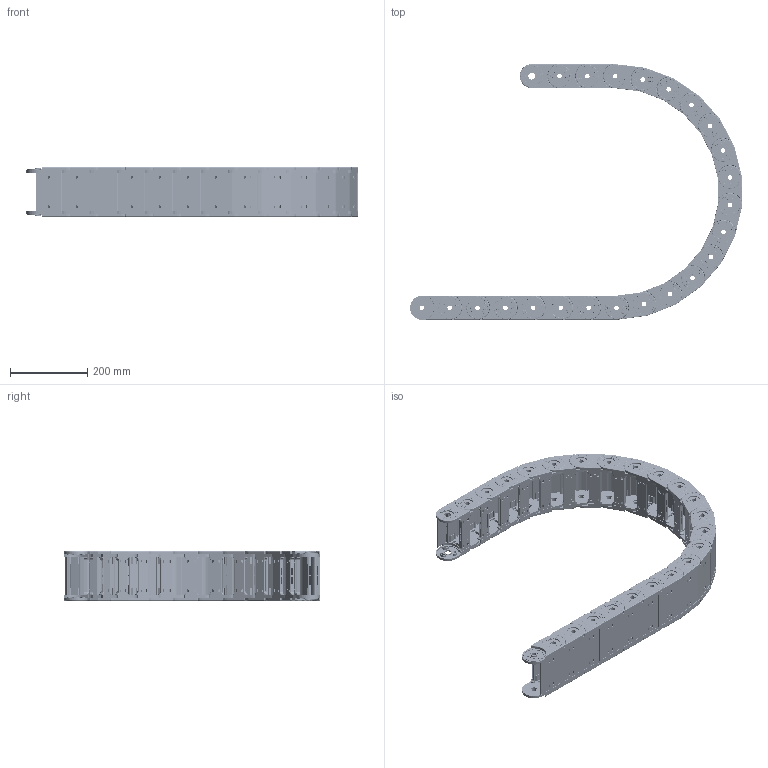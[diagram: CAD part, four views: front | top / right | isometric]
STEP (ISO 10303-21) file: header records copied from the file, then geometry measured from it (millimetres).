
FILE_DESCRIPTION (( 'STEP AP214' ), '1' );
FILE_NAME ('CK40-Y100-R300.STEP', '2019-09-06T15:00:14', ( '' ), ( '' ), 'SwSTEP 2.0', 'SolidWorks 2017', '' );
FILE_SCHEMA (( 'AUTOMOTIVE_DESIGN' ));
Length unit declared in the file: millimetre
Products named in the file (2): CK40-Y100; CK40-Y100-R300
Assembly tree (23 placements, depth 2):
  CK40-Y100-R300
    CK40-Y100  x23
Bounding box: 860.05 x 662 x 128.4 mm (x, y, z)
Volume: 3581209.1 mm3; surface area: 2195500.9 mm2
Topology: 92 solids, 230 shells, 20769 faces, 53636 edges, 34960 vertices
Faces by surface type: plane 8901, cylinder 7268, bspline 2208, torus 2116, sphere 276
Entity records: 33361 total; most frequent: CARTESIAN_POINT 10929, DIRECTION 4656, ORIENTED_EDGE 4652, EDGE_CURVE 2326, AXIS2_PLACEMENT_3D 1691, VERTEX_POINT 1520, LINE 1274, VECTOR 1274
